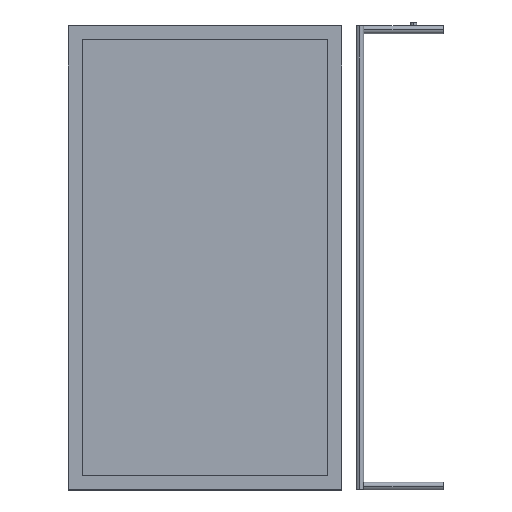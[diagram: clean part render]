
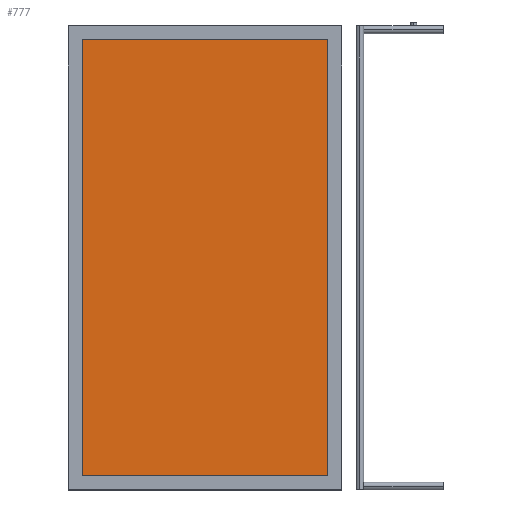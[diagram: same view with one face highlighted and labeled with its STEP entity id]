
A CAD part, top view. The second image highlights one B-rep face of the part: STEP entity #777.
In plain terms, the highlighted planar face has unit normal (0, 0, 1).
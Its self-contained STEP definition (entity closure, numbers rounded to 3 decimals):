
#16 = ORIENTED_EDGE ( 'NONE', *, *, #649, .T. ) ;
#48 = DIRECTION ( 'NONE',  ( 0., -1., 0. ) ) ;
#70 = CARTESIAN_POINT ( 'NONE',  ( -307.5, 546.5, 125. ) ) ;
#71 = VECTOR ( 'NONE', #939, 1000. ) ;
#92 = CARTESIAN_POINT ( 'NONE',  ( 307.5, -546.5, 125. ) ) ;
#143 = VERTEX_POINT ( 'NONE', #879 ) ;
#148 = EDGE_LOOP ( 'NONE', ( #807, #16, #418, #214 ) ) ;
#155 = VERTEX_POINT ( 'NONE', #70 ) ;
#165 = LINE ( 'NONE', #92, #71 ) ;
#213 = VECTOR ( 'NONE', #339, 1000. ) ;
#214 = ORIENTED_EDGE ( 'NONE', *, *, #882, .T. ) ;
#216 = CARTESIAN_POINT ( 'NONE',  ( 307.5, 546.5, 125. ) ) ;
#262 = CARTESIAN_POINT ( 'NONE',  ( -307.5, -546.5, 125. ) ) ;
#281 = DIRECTION ( 'NONE',  ( -1., 0., 0. ) ) ;
#282 = DIRECTION ( 'NONE',  ( -1., 0., 0. ) ) ;
#305 = EDGE_CURVE ( 'NONE', #513, #143, #165, .T. ) ;
#311 = CARTESIAN_POINT ( 'NONE',  ( -307.5, 546.5, 125. ) ) ;
#339 = DIRECTION ( 'NONE',  ( 0., 1., 0. ) ) ;
#350 = VECTOR ( 'NONE', #282, 1000. ) ;
#361 = LINE ( 'NONE', #262, #706 ) ;
#412 = AXIS2_PLACEMENT_3D ( 'NONE', #427, #580, #281 ) ;
#418 = ORIENTED_EDGE ( 'NONE', *, *, #593, .T. ) ;
#427 = CARTESIAN_POINT ( 'NONE',  ( 0., 0., 125. ) ) ;
#429 = CARTESIAN_POINT ( 'NONE',  ( -307.5, -546.5, 125. ) ) ;
#472 = CARTESIAN_POINT ( 'NONE',  ( 307.5, 546.5, 125. ) ) ;
#513 = VERTEX_POINT ( 'NONE', #429 ) ;
#573 = FACE_OUTER_BOUND ( 'NONE', #148, .T. ) ;
#580 = DIRECTION ( 'NONE',  ( 0., 0., -1. ) ) ;
#593 = EDGE_CURVE ( 'NONE', #786, #155, #657, .T. ) ;
#649 = EDGE_CURVE ( 'NONE', #143, #786, #915, .T. ) ;
#657 = LINE ( 'NONE', #311, #350 ) ;
#706 = VECTOR ( 'NONE', #48, 1000. ) ;
#718 = PLANE ( 'NONE',  #412 ) ;
#777 = ADVANCED_FACE ( 'Y�z3', ( #573 ), #718, .F. ) ;
#786 = VERTEX_POINT ( 'NONE', #216 ) ;
#807 = ORIENTED_EDGE ( 'NONE', *, *, #305, .T. ) ;
#879 = CARTESIAN_POINT ( 'NONE',  ( 307.5, -546.5, 125. ) ) ;
#882 = EDGE_CURVE ( 'NONE', #155, #513, #361, .T. ) ;
#915 = LINE ( 'NONE', #472, #213 ) ;
#939 = DIRECTION ( 'NONE',  ( 1., 0., 0. ) ) ;
